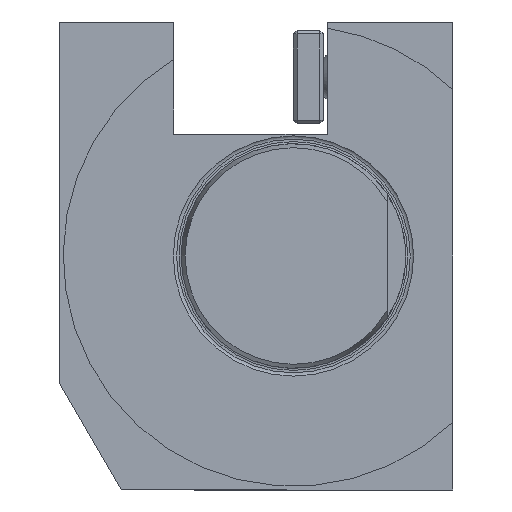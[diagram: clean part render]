
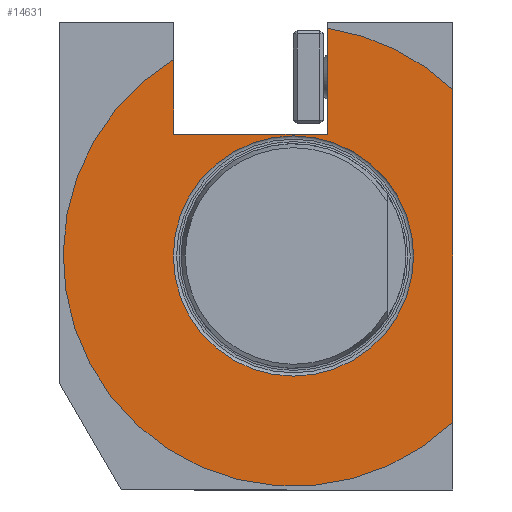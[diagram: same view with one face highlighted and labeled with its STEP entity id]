
A CAD part, front view. The second image highlights one B-rep face of the part: STEP entity #14631.
In plain terms, the highlighted planar face has unit normal (0, -1, 0).
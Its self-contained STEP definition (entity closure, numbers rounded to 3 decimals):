
#178 = LINE ( 'NONE', #14976, #1302 ) ;
#302 = ORIENTED_EDGE ( 'NONE', *, *, #994, .T. ) ;
#774 = ORIENTED_EDGE ( 'NONE', *, *, #3608, .F. ) ;
#881 = DIRECTION ( 'NONE',  ( 0., 1., 0. ) ) ;
#994 = EDGE_CURVE ( 'NONE', #12884, #9070, #178, .T. ) ;
#1141 = CARTESIAN_POINT ( 'NONE',  ( 9., 0., 60.838 ) ) ;
#1302 = VECTOR ( 'NONE', #5051, 1000. ) ;
#1431 = ORIENTED_EDGE ( 'NONE', *, *, #3239, .F. ) ;
#1454 = CARTESIAN_POINT ( 'NONE',  ( -32., 0., 52.519 ) ) ;
#2057 = CARTESIAN_POINT ( 'NONE',  ( 32.095, 0., 0. ) ) ;
#2088 = DIRECTION ( 'NONE',  ( -1., 0., 0. ) ) ;
#2625 = VECTOR ( 'NONE', #8010, 1000. ) ;
#2843 = CARTESIAN_POINT ( 'NONE',  ( -32., 0., 32.5 ) ) ;
#2994 = ORIENTED_EDGE ( 'NONE', *, *, #5676, .T. ) ;
#3160 = DIRECTION ( 'NONE',  ( 1., 0., 0. ) ) ;
#3239 = EDGE_CURVE ( 'NONE', #12884, #5932, #6079, .T. ) ;
#3296 = CARTESIAN_POINT ( 'NONE',  ( 42.5, 0., 0. ) ) ;
#3608 = EDGE_CURVE ( 'NONE', #5498, #5498, #15122, .T. ) ;
#4187 = DIRECTION ( 'NONE',  ( 0., -1., 0. ) ) ;
#4366 = EDGE_CURVE ( 'NONE', #4605, #5932, #10431, .T. ) ;
#4605 = VERTEX_POINT ( 'NONE', #12125 ) ;
#4775 = CARTESIAN_POINT ( 'NONE',  ( 9., 0., 32.5 ) ) ;
#4968 = AXIS2_PLACEMENT_3D ( 'NONE', #11480, #6657, #5354 ) ;
#5051 = DIRECTION ( 'NONE',  ( 0., 0., -1. ) ) ;
#5134 = EDGE_LOOP ( 'NONE', ( #5245, #7472, #1431, #302, #6105, #2994 ) ) ;
#5146 = CARTESIAN_POINT ( 'NONE',  ( -32., 0., 0. ) ) ;
#5245 = ORIENTED_EDGE ( 'NONE', *, *, #14578, .F. ) ;
#5354 = DIRECTION ( 'NONE',  ( -1., 0., 0. ) ) ;
#5498 = VERTEX_POINT ( 'NONE', #2057 ) ;
#5550 = AXIS2_PLACEMENT_3D ( 'NONE', #14423, #881, #2088 ) ;
#5676 = EDGE_CURVE ( 'NONE', #12918, #6452, #6285, .T. ) ;
#5846 = DIRECTION ( 'NONE',  ( 0., -1., 0. ) ) ;
#5928 = CARTESIAN_POINT ( 'NONE',  ( -32.15, 0., 0. ) ) ;
#5932 = VERTEX_POINT ( 'NONE', #6878 ) ;
#6079 = CIRCLE ( 'NONE', #5550, 61.5 ) ;
#6105 = ORIENTED_EDGE ( 'NONE', *, *, #15184, .T. ) ;
#6285 = LINE ( 'NONE', #5146, #8590 ) ;
#6452 = VERTEX_POINT ( 'NONE', #1454 ) ;
#6657 = DIRECTION ( 'NONE',  ( 0., 1., 0. ) ) ;
#6726 = DIRECTION ( 'NONE',  ( -1., 0., 0. ) ) ;
#6878 = CARTESIAN_POINT ( 'NONE',  ( 42.5, 0., 44.452 ) ) ;
#7472 = ORIENTED_EDGE ( 'NONE', *, *, #4366, .T. ) ;
#7886 = CARTESIAN_POINT ( 'NONE',  ( 0., 0., 0. ) ) ;
#8010 = DIRECTION ( 'NONE',  ( 0., 0., 1. ) ) ;
#8590 = VECTOR ( 'NONE', #15005, 1000. ) ;
#9070 = VERTEX_POINT ( 'NONE', #4775 ) ;
#9326 = EDGE_LOOP ( 'NONE', ( #774 ) ) ;
#9471 = DIRECTION ( 'NONE',  ( 1., 0., 0. ) ) ;
#10360 = CIRCLE ( 'NONE', #4968, 61.5 ) ;
#10431 = LINE ( 'NONE', #3296, #2625 ) ;
#10590 = PLANE ( 'NONE',  #14258 ) ;
#11480 = CARTESIAN_POINT ( 'NONE',  ( 0., 0., 0. ) ) ;
#12125 = CARTESIAN_POINT ( 'NONE',  ( 42.5, 0., -44.452 ) ) ;
#12148 = FACE_BOUND ( 'NONE', #9326, .T. ) ;
#12884 = VERTEX_POINT ( 'NONE', #1141 ) ;
#12918 = VERTEX_POINT ( 'NONE', #2843 ) ;
#12949 = CARTESIAN_POINT ( 'NONE',  ( -32.15, 0., 32.5 ) ) ;
#13039 = LINE ( 'NONE', #12949, #13254 ) ;
#13254 = VECTOR ( 'NONE', #6726, 1000. ) ;
#13842 = AXIS2_PLACEMENT_3D ( 'NONE', #7886, #4187, #3160 ) ;
#14258 = AXIS2_PLACEMENT_3D ( 'NONE', #5928, #5846, #9471 ) ;
#14332 = FACE_OUTER_BOUND ( 'NONE', #5134, .T. ) ;
#14423 = CARTESIAN_POINT ( 'NONE',  ( 0., 0., 0. ) ) ;
#14578 = EDGE_CURVE ( 'NONE', #4605, #6452, #10360, .T. ) ;
#14631 = ADVANCED_FACE ( 'Defeature completata1_3', ( #14332, #12148 ), #10590, .T. ) ;
#14976 = CARTESIAN_POINT ( 'NONE',  ( 9., 0., 0. ) ) ;
#15005 = DIRECTION ( 'NONE',  ( 0., 0., 1. ) ) ;
#15122 = CIRCLE ( 'NONE', #13842, 32.095 ) ;
#15184 = EDGE_CURVE ( 'NONE', #9070, #12918, #13039, .T. ) ;
